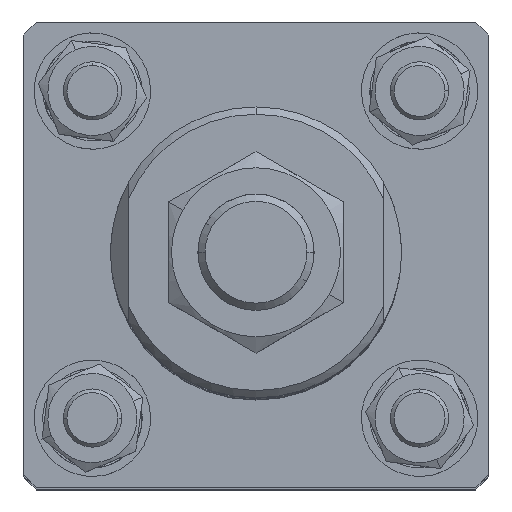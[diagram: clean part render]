
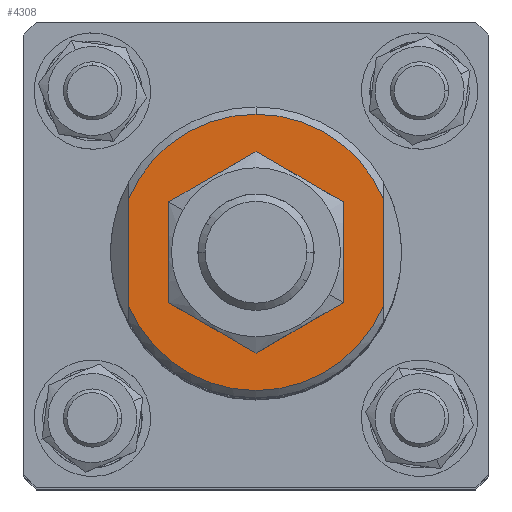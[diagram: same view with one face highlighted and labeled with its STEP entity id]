
A CAD part, top view. The second image highlights one B-rep face of the part: STEP entity #4308.
In plain terms, the highlighted face is planar.
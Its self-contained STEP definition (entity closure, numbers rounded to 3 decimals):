
#144 = CARTESIAN_POINT ( 'NONE',  ( 17.5, 45., 7.399 ) ) ;
#147 = CARTESIAN_POINT ( 'NONE',  ( 17.5, 45., -7.399 ) ) ;
#152 = CARTESIAN_POINT ( 'NONE',  ( -17.5, 45., 7.399 ) ) ;
#156 = CARTESIAN_POINT ( 'NONE',  ( -17.5, 45., -7.399 ) ) ;
#168 = CARTESIAN_POINT ( 'NONE',  ( 0., 45., -8.25 ) ) ;
#169 = CARTESIAN_POINT ( 'NONE',  ( 0., 45., 8.25 ) ) ;
#1282 = DIRECTION ( 'NONE',  ( 0., 0., 1. ) ) ;
#1283 = DIRECTION ( 'NONE',  ( 0., 1., 0. ) ) ;
#1285 = PLANE ( 'NONE',  #5129 ) ;
#1291 = CARTESIAN_POINT ( 'NONE',  ( 0., 45., 0. ) ) ;
#1417 = CIRCLE ( 'NONE', #6416, 19. ) ;
#1532 = CIRCLE ( 'NONE', #6467, 8.25 ) ;
#2014 = ORIENTED_EDGE ( 'NONE', *, *, #7827, .T. ) ;
#2138 = ORIENTED_EDGE ( 'NONE', *, *, #7795, .T. ) ;
#2422 = CARTESIAN_POINT ( 'NONE',  ( 0., 45., 0. ) ) ;
#2423 = DIRECTION ( 'NONE',  ( 0., -1., 0. ) ) ;
#2424 = DIRECTION ( 'NONE',  ( 0., 0., 1. ) ) ;
#3298 = CARTESIAN_POINT ( 'NONE',  ( 0., 45., -19. ) ) ;
#3441 = CARTESIAN_POINT ( 'NONE',  ( 0., 45., 0. ) ) ;
#3442 = DIRECTION ( 'NONE',  ( 0., -1., 0. ) ) ;
#3443 = DIRECTION ( 'NONE',  ( 0., 0., 1. ) ) ;
#3543 = DIRECTION ( 'NONE',  ( 0., 0., 1. ) ) ;
#3547 = CARTESIAN_POINT ( 'NONE',  ( -17.5, 45., -12.5 ) ) ;
#3548 = CARTESIAN_POINT ( 'NONE',  ( 0., 45., 0. ) ) ;
#3549 = DIRECTION ( 'NONE',  ( 0., 1., 0. ) ) ;
#3550 = DIRECTION ( 'NONE',  ( 0., 0., 1. ) ) ;
#3562 = CARTESIAN_POINT ( 'NONE',  ( 0., 45., 0. ) ) ;
#3563 = DIRECTION ( 'NONE',  ( 0., 1., 0. ) ) ;
#3564 = DIRECTION ( 'NONE',  ( 0., 0., 1. ) ) ;
#3636 = CARTESIAN_POINT ( 'NONE',  ( 17.5, 45., -12.5 ) ) ;
#3644 = DIRECTION ( 'NONE',  ( 0., 0., 1. ) ) ;
#3725 = CARTESIAN_POINT ( 'NONE',  ( 0., 45., 0. ) ) ;
#3726 = DIRECTION ( 'NONE',  ( 0., 1., 0. ) ) ;
#3727 = DIRECTION ( 'NONE',  ( 0., 0., 1. ) ) ;
#4308 = ADVANCED_FACE ( 'NONE', ( #5588, #5584 ), #1285, .T. ) ;
#4845 = EDGE_LOOP ( 'NONE', ( #2138, #7413 ) ) ;
#4846 = EDGE_LOOP ( 'NONE', ( #7238, #7348, #2014, #7331, #7442 ) ) ;
#5114 = VERTEX_POINT ( 'NONE', #144 ) ;
#5117 = VERTEX_POINT ( 'NONE', #147 ) ;
#5129 = AXIS2_PLACEMENT_3D ( 'NONE', #1291, #1283, #1282 ) ;
#5160 = VERTEX_POINT ( 'NONE', #152 ) ;
#5164 = VERTEX_POINT ( 'NONE', #156 ) ;
#5176 = VERTEX_POINT ( 'NONE', #168 ) ;
#5177 = VERTEX_POINT ( 'NONE', #169 ) ;
#5186 = VERTEX_POINT ( 'NONE', #3298 ) ;
#5584 = FACE_OUTER_BOUND ( 'NONE', #4846, .T. ) ;
#5588 = FACE_BOUND ( 'NONE', #4845, .T. ) ;
#6111 = CIRCLE ( 'NONE', #6374, 8.25 ) ;
#6136 = CIRCLE ( 'NONE', #6386, 19. ) ;
#6141 = LINE ( 'NONE', #3547, #6146 ) ;
#6146 = VECTOR ( 'NONE', #3543, 1000. ) ;
#6150 = CIRCLE ( 'NONE', #6389, 19. ) ;
#6187 = LINE ( 'NONE', #3636, #6193 ) ;
#6193 = VECTOR ( 'NONE', #3644, 1000. ) ;
#6374 = AXIS2_PLACEMENT_3D ( 'NONE', #3441, #3442, #3443 ) ;
#6386 = AXIS2_PLACEMENT_3D ( 'NONE', #3548, #3549, #3550 ) ;
#6389 = AXIS2_PLACEMENT_3D ( 'NONE', #3562, #3563, #3564 ) ;
#6416 = AXIS2_PLACEMENT_3D ( 'NONE', #3725, #3726, #3727 ) ;
#6467 = AXIS2_PLACEMENT_3D ( 'NONE', #2422, #2423, #2424 ) ;
#7238 = ORIENTED_EDGE ( 'NONE', *, *, #7821, .T. ) ;
#7331 = ORIENTED_EDGE ( 'NONE', *, *, #7883, .T. ) ;
#7348 = ORIENTED_EDGE ( 'NONE', *, *, #7855, .F. ) ;
#7413 = ORIENTED_EDGE ( 'NONE', *, *, #7974, .T. ) ;
#7442 = ORIENTED_EDGE ( 'NONE', *, *, #7822, .T. ) ;
#7795 = EDGE_CURVE ( 'NONE', #5177, #5176, #6111, .T. ) ;
#7821 = EDGE_CURVE ( 'NONE', #5160, #5114, #6136, .T. ) ;
#7822 = EDGE_CURVE ( 'NONE', #5164, #5160, #6141, .T. ) ;
#7827 = EDGE_CURVE ( 'NONE', #5117, #5186, #6150, .T. ) ;
#7855 = EDGE_CURVE ( 'NONE', #5117, #5114, #6187, .T. ) ;
#7883 = EDGE_CURVE ( 'NONE', #5186, #5164, #1417, .T. ) ;
#7974 = EDGE_CURVE ( 'NONE', #5176, #5177, #1532, .T. ) ;
